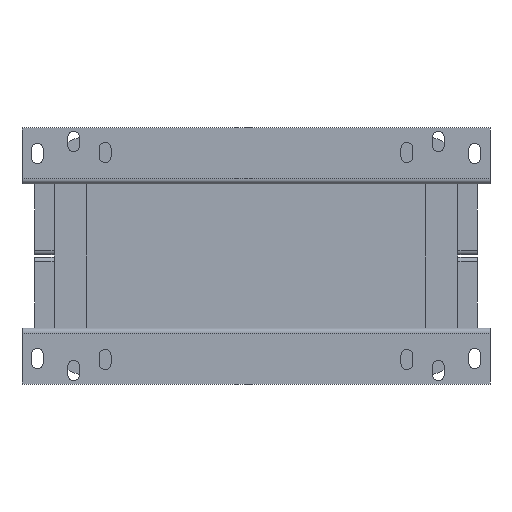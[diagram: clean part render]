
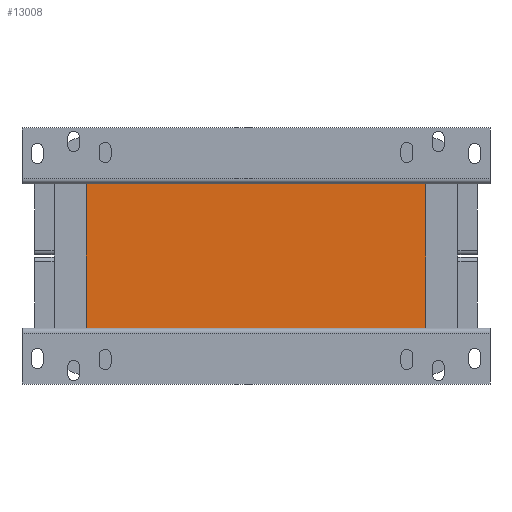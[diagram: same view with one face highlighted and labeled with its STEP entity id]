
A CAD part, front view. The second image highlights one B-rep face of the part: STEP entity #13008.
In plain terms, the highlighted planar face has unit normal (0, -1, 0).
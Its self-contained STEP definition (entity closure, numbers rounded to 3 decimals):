
#1442 = FACE_OUTER_BOUND ( 'NONE', #21611, .T. ) ;
#1819 = ORIENTED_EDGE ( 'NONE', *, *, #15288, .T. ) ;
#4622 = VECTOR ( 'NONE', #19136, 1000. ) ;
#4670 = CARTESIAN_POINT ( 'NONE',  ( -200., -200., 85. ) ) ;
#7083 = ORIENTED_EDGE ( 'NONE', *, *, #27458, .F. ) ;
#7275 = DIRECTION ( 'NONE',  ( 0., 0., 1. ) ) ;
#7524 = VECTOR ( 'NONE', #26022, 1000. ) ;
#9033 = AXIS2_PLACEMENT_3D ( 'NONE', #4670, #21364, #7275 ) ;
#12666 = VERTEX_POINT ( 'NONE', #12854 ) ;
#12854 = CARTESIAN_POINT ( 'NONE',  ( -200., -200., 85. ) ) ;
#13008 = ADVANCED_FACE ( 'Defeature ausgef�hrt2_56', ( #1442 ), #16433, .F. ) ;
#14090 = CARTESIAN_POINT ( 'NONE',  ( -200., -200., -85. ) ) ;
#15288 = EDGE_CURVE ( 'Defeature ausgef�hrt2_56+Defeature ausgef�hrt2_53+Defeature ausgef�hrt2_133+Defeature ausgef�hrt2_132', #12666, #15348, #16795, .T. ) ;
#15348 = VERTEX_POINT ( 'NONE', #18756 ) ;
#15403 = VERTEX_POINT ( 'NONE', #23486 ) ;
#15858 = EDGE_CURVE ( 'Defeature ausgef�hrt2_56+Defeature ausgef�hrt2_132+Defeature ausgef�hrt2_53+Defeature ausgef�hrt2_49', #15348, #23968, #20406, .T. ) ;
#16196 = CARTESIAN_POINT ( 'NONE',  ( -200., -200., 85. ) ) ;
#16433 = PLANE ( 'NONE',  #9033 ) ;
#16795 = LINE ( 'NONE', #16196, #28205 ) ;
#16890 = VECTOR ( 'NONE', #17268, 1000. ) ;
#17268 = DIRECTION ( 'NONE',  ( 0., 0., -1. ) ) ;
#18463 = DIRECTION ( 'NONE',  ( 0., 0., -1. ) ) ;
#18756 = CARTESIAN_POINT ( 'NONE',  ( -200., -200., -85. ) ) ;
#19136 = DIRECTION ( 'NONE',  ( 1., 0., 0. ) ) ;
#19647 = CARTESIAN_POINT ( 'NONE',  ( 200., -200., 85. ) ) ;
#20206 = ORIENTED_EDGE ( 'NONE', *, *, #15858, .T. ) ;
#20406 = LINE ( 'NONE', #14090, #7524 ) ;
#21364 = DIRECTION ( 'NONE',  ( 0., 1., 0. ) ) ;
#21491 = CARTESIAN_POINT ( 'NONE',  ( -200., -200., 85. ) ) ;
#21611 = EDGE_LOOP ( 'NONE', ( #20206, #25076, #7083, #1819 ) ) ;
#22758 = LINE ( 'NONE', #19647, #16890 ) ;
#23486 = CARTESIAN_POINT ( 'NONE',  ( 200., -200., 85. ) ) ;
#23968 = VERTEX_POINT ( 'NONE', #27889 ) ;
#25076 = ORIENTED_EDGE ( 'NONE', *, *, #30529, .F. ) ;
#26022 = DIRECTION ( 'NONE',  ( 1., 0., 0. ) ) ;
#26736 = LINE ( 'NONE', #21491, #4622 ) ;
#27458 = EDGE_CURVE ( 'Defeature ausgef�hrt2_133+Defeature ausgef�hrt2_56+Defeature ausgef�hrt2_53+Defeature ausgef�hrt2_49', #12666, #15403, #26736, .T. ) ;
#27889 = CARTESIAN_POINT ( 'NONE',  ( 200., -200., -85. ) ) ;
#28205 = VECTOR ( 'NONE', #18463, 1000. ) ;
#30529 = EDGE_CURVE ( 'Defeature ausgef�hrt2_49+Defeature ausgef�hrt2_56+Defeature ausgef�hrt2_133+Defeature ausgef�hrt2_132', #15403, #23968, #22758, .T. ) ;
